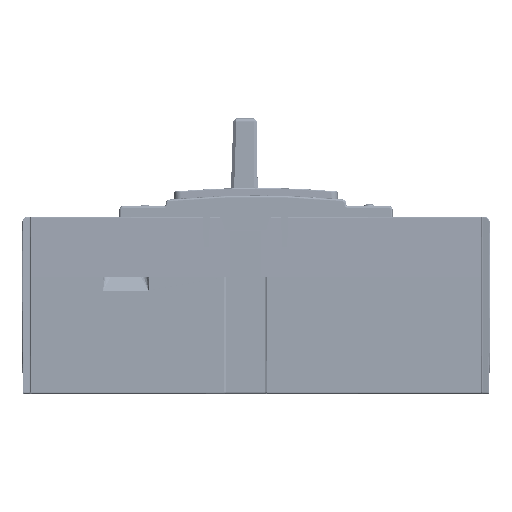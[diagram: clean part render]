
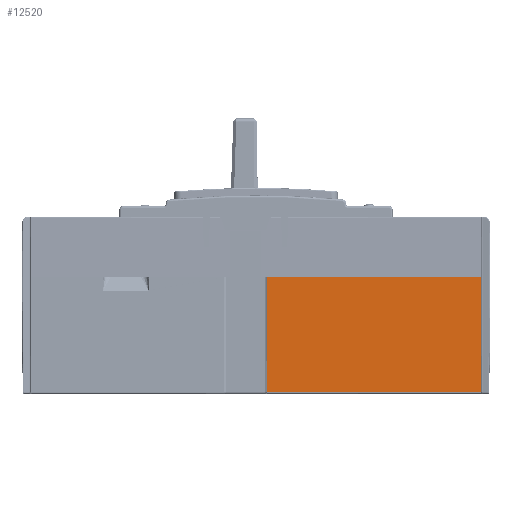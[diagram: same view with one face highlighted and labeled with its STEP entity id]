
A CAD part, front view. The second image highlights one B-rep face of the part: STEP entity #12520.
In plain terms, the highlighted planar face has unit normal (0, -1, -0.005).
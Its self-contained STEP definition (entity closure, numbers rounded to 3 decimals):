
#945=ELLIPSE('',#99063,0.3,0.3);
#947=ELLIPSE('',#99065,0.3,0.3);
#3600=PLANE('',#99066);
#7618=FACE_OUTER_BOUND('',#40109,.T.);
#12520=ADVANCED_FACE('',(#7618),#3600,.T.);
#22463=LINE('',#238443,#31076);
#22970=LINE('',#239899,#31583);
#22973=LINE('',#239909,#31586);
#22983=LINE('',#240124,#31596);
#31076=VECTOR('',#118048,1.);
#31583=VECTOR('',#119123,1.);
#31586=VECTOR('',#119132,1.);
#31596=VECTOR('',#119182,1.);
#40109=EDGE_LOOP('',(#60852,#60853,#60854,#60855,#60856,#60857));
#60852=ORIENTED_EDGE('',*,*,#86625,.T.);
#60853=ORIENTED_EDGE('',*,*,#87266,.T.);
#60854=ORIENTED_EDGE('',*,*,#87286,.F.);
#60855=ORIENTED_EDGE('',*,*,#87290,.T.);
#60856=ORIENTED_EDGE('',*,*,#87291,.F.);
#60857=ORIENTED_EDGE('',*,*,#87261,.T.);
#74926=VERTEX_POINT('',#238442);
#74927=VERTEX_POINT('',#238444);
#75367=VERTEX_POINT('',#239900);
#75370=VERTEX_POINT('',#239908);
#75381=VERTEX_POINT('',#240079);
#75382=VERTEX_POINT('',#240125);
#86625=EDGE_CURVE('',#74927,#74926,#22463,.T.);
#87261=EDGE_CURVE('',#75367,#74927,#22970,.T.);
#87266=EDGE_CURVE('',#74926,#75370,#22973,.T.);
#87286=EDGE_CURVE('',#75381,#75370,#945,.T.);
#87290=EDGE_CURVE('',#75381,#75382,#22983,.T.);
#87291=EDGE_CURVE('',#75367,#75382,#947,.T.);
#99063=AXIS2_PLACEMENT_3D('',#240080,#119178,#119179);
#99065=AXIS2_PLACEMENT_3D('',#240126,#119183,#119184);
#99066=AXIS2_PLACEMENT_3D('',#240127,#119185,#119186);
#118048=DIRECTION('',(-1.,0.,0.));
#119123=DIRECTION('',(0.,-0.005,1.));
#119132=DIRECTION('',(0.,0.005,-1.));
#119178=DIRECTION('',(0.,1.,0.005));
#119179=DIRECTION('',(0.,-0.005,1.));
#119182=DIRECTION('',(1.,0.,0.));
#119183=DIRECTION('',(0.,1.,0.005));
#119184=DIRECTION('',(0.,0.005,-1.));
#119185=DIRECTION('',(0.,-1.,-0.005));
#119186=DIRECTION('',(0.,0.005,-1.));
#238442=CARTESIAN_POINT('',(-20.9,-302.3,52.9));
#238443=CARTESIAN_POINT('',(-40.35,-302.3,52.9));
#238444=CARTESIAN_POINT('',(96.444,-302.3,52.9));
#239899=CARTESIAN_POINT('',(96.444,-302.3,52.9));
#239900=CARTESIAN_POINT('',(96.444,-301.969,-10.303));
#239908=CARTESIAN_POINT('',(-20.9,-301.969,-10.303));
#239909=CARTESIAN_POINT('',(-20.9,-302.3,52.9));
#240079=CARTESIAN_POINT('',(-20.9,-301.969,-10.304));
#240080=CARTESIAN_POINT('',(-20.6,-301.969,-10.303));
#240124=CARTESIAN_POINT('',(-155.4,-301.969,-10.304));
#240125=CARTESIAN_POINT('',(96.444,-301.969,-10.304));
#240126=CARTESIAN_POINT('',(96.144,-301.969,-10.303));
#240127=CARTESIAN_POINT('',(-155.4,-302.3,52.9));
